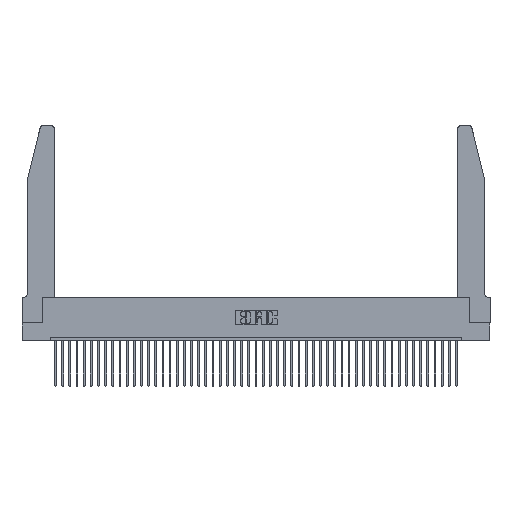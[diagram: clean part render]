
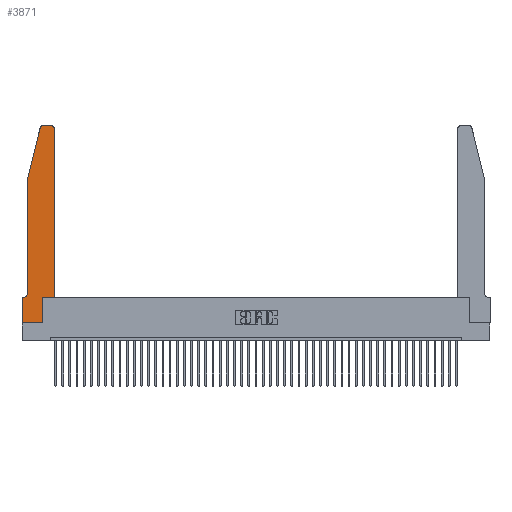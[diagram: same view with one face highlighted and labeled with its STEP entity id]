
A CAD part, top view. The second image highlights one B-rep face of the part: STEP entity #3871.
In plain terms, the highlighted planar face has unit normal (0, 0, 1).
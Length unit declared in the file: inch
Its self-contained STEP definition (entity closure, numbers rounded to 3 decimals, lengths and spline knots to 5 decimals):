
#335 = VECTOR ( 'NONE', #36527, 39.37008 ) ;
#1010 = CARTESIAN_POINT ( 'NONE',  ( 0.4205, 2.72, 0.37 ) ) ;
#1265 = LINE ( 'NONE', #17492, #25514 ) ;
#1721 = EDGE_CURVE ( 'NONE', #16450, #2940, #19062, .T. ) ;
#2940 = VERTEX_POINT ( 'NONE', #13024 ) ;
#3137 = CARTESIAN_POINT ( 'NONE',  ( 0.4505, 0.35, 0.37 ) ) ;
#3259 = VECTOR ( 'NONE', #14181, 39.37008 ) ;
#3585 = CARTESIAN_POINT ( 'NONE',  ( 0.2865, 0., 0.37 ) ) ;
#3729 = ORIENTED_EDGE ( 'NONE', *, *, #9266, .T. ) ;
#3871 = ADVANCED_FACE ( 'NONE', ( #38737 ), #25205, .T. ) ;
#4022 = EDGE_CURVE ( 'NONE', #42179, #26226, #10621, .T. ) ;
#4120 = VECTOR ( 'NONE', #24494, 39.37008 ) ;
#5072 = VECTOR ( 'NONE', #29381, 39.37008 ) ;
#5152 = LINE ( 'NONE', #26549, #39331 ) ;
#5986 = ORIENTED_EDGE ( 'NONE', *, *, #1721, .T. ) ;
#6409 = VERTEX_POINT ( 'NONE', #36718 ) ;
#7168 = DIRECTION ( 'NONE',  ( 1., 0., 0. ) ) ;
#7973 = DIRECTION ( 'NONE',  ( 0., 0., -1. ) ) ;
#7987 = AXIS2_PLACEMENT_3D ( 'NONE', #1010, #15640, #22261 ) ;
#8305 = CARTESIAN_POINT ( 'NONE',  ( 0., 0., 0.37 ) ) ;
#8378 = EDGE_CURVE ( 'NONE', #15291, #16450, #34133, .T. ) ;
#8539 = DIRECTION ( 'NONE',  ( 0., -1., 0. ) ) ;
#8566 = CARTESIAN_POINT ( 'NONE',  ( 0.2865, 0.35, 0.37 ) ) ;
#8902 = VERTEX_POINT ( 'NONE', #39880 ) ;
#8989 = AXIS2_PLACEMENT_3D ( 'NONE', #27067, #37017, #11320 ) ;
#9041 = ORIENTED_EDGE ( 'NONE', *, *, #33900, .T. ) ;
#9266 = EDGE_CURVE ( 'NONE', #9507, #42179, #29586, .T. ) ;
#9507 = VERTEX_POINT ( 'NONE', #33269 ) ;
#10621 = LINE ( 'NONE', #38918, #5072 ) ;
#11320 = DIRECTION ( 'NONE',  ( 1., 0., 0. ) ) ;
#11628 = CARTESIAN_POINT ( 'NONE',  ( 0.0055, 0.35, 0.37 ) ) ;
#12156 = VECTOR ( 'NONE', #22219, 39.37008 ) ;
#12959 = CARTESIAN_POINT ( 'NONE',  ( 0.0755, 2., 0.37 ) ) ;
#13024 = CARTESIAN_POINT ( 'NONE',  ( 0.0755, 2., 0.37 ) ) ;
#13512 = LINE ( 'NONE', #41633, #4120 ) ;
#14101 = VECTOR ( 'NONE', #34975, 39.37008 ) ;
#14181 = DIRECTION ( 'NONE',  ( 0., 1., 0. ) ) ;
#14787 = LINE ( 'NONE', #3137, #3259 ) ;
#15245 = DIRECTION ( 'NONE',  ( -1., 0., 0. ) ) ;
#15291 = VERTEX_POINT ( 'NONE', #36947 ) ;
#15640 = DIRECTION ( 'NONE',  ( 0., 0., 1. ) ) ;
#16450 = VERTEX_POINT ( 'NONE', #36882 ) ;
#16513 = ORIENTED_EDGE ( 'NONE', *, *, #25728, .T. ) ;
#17253 = EDGE_CURVE ( 'NONE', #23438, #15291, #13512, .T. ) ;
#17492 = CARTESIAN_POINT ( 'NONE',  ( 0.0755, 2., 0.37 ) ) ;
#17844 = VERTEX_POINT ( 'NONE', #11628 ) ;
#17961 = ORIENTED_EDGE ( 'NONE', *, *, #4022, .T. ) ;
#19062 = LINE ( 'NONE', #12959, #14101 ) ;
#21914 = CARTESIAN_POINT ( 'NONE',  ( 0.0755, 0.35, 0.37 ) ) ;
#21995 = CARTESIAN_POINT ( 'NONE',  ( 0.4505, 0.35, 0.37 ) ) ;
#22219 = DIRECTION ( 'NONE',  ( -1., 0., 0. ) ) ;
#22261 = DIRECTION ( 'NONE',  ( 1., 0., 0. ) ) ;
#23438 = VERTEX_POINT ( 'NONE', #25711 ) ;
#24494 = DIRECTION ( 'NONE',  ( -1., 0., 0. ) ) ;
#24748 = CARTESIAN_POINT ( 'NONE',  ( 0., 0.35, 0.37 ) ) ;
#25016 = VERTEX_POINT ( 'NONE', #29572 ) ;
#25065 = AXIS2_PLACEMENT_3D ( 'NONE', #24748, #35684, #7168 ) ;
#25104 = EDGE_CURVE ( 'NONE', #6409, #9507, #28569, .T. ) ;
#25205 = PLANE ( 'NONE',  #25065 ) ;
#25206 = CIRCLE ( 'NONE', #26366, 0.07 ) ;
#25504 = VERTEX_POINT ( 'NONE', #21995 ) ;
#25514 = VECTOR ( 'NONE', #42172, 39.37008 ) ;
#25711 = CARTESIAN_POINT ( 'NONE',  ( 0.4205, 2.75, 0.37 ) ) ;
#25728 = EDGE_CURVE ( 'NONE', #25504, #25016, #14787, .T. ) ;
#26226 = VERTEX_POINT ( 'NONE', #8566 ) ;
#26302 = EDGE_CURVE ( 'NONE', #8902, #17844, #25206, .T. ) ;
#26366 = AXIS2_PLACEMENT_3D ( 'NONE', #39572, #7973, #15245 ) ;
#26541 = ORIENTED_EDGE ( 'NONE', *, *, #17253, .T. ) ;
#26549 = CARTESIAN_POINT ( 'NONE',  ( 0.4505, 0.35, 0.37 ) ) ;
#27067 = CARTESIAN_POINT ( 'NONE',  ( 0.284, 2.72, 0.37 ) ) ;
#27789 = ORIENTED_EDGE ( 'NONE', *, *, #28769, .T. ) ;
#28569 = LINE ( 'NONE', #32441, #36863 ) ;
#28769 = EDGE_CURVE ( 'NONE', #17844, #6409, #29814, .T. ) ;
#29381 = DIRECTION ( 'NONE',  ( 0., 1., 0. ) ) ;
#29572 = CARTESIAN_POINT ( 'NONE',  ( 0.4505, 2.72, 0.37 ) ) ;
#29586 = LINE ( 'NONE', #8305, #335 ) ;
#29814 = LINE ( 'NONE', #21914, #12156 ) ;
#29946 = DIRECTION ( 'NONE',  ( 1., 0., 0. ) ) ;
#32441 = CARTESIAN_POINT ( 'NONE',  ( 0., 0., 0.37 ) ) ;
#33269 = CARTESIAN_POINT ( 'NONE',  ( 0., 0., 0.37 ) ) ;
#33412 = EDGE_LOOP ( 'NONE', ( #26541, #33667, #5986, #9041, #39604, #27789, #34602, #3729, #17961, #41014, #16513, #45035 ) ) ;
#33667 = ORIENTED_EDGE ( 'NONE', *, *, #8378, .T. ) ;
#33900 = EDGE_CURVE ( 'NONE', #2940, #8902, #1265, .T. ) ;
#34133 = CIRCLE ( 'NONE', #8989, 0.03 ) ;
#34602 = ORIENTED_EDGE ( 'NONE', *, *, #25104, .T. ) ;
#34975 = DIRECTION ( 'NONE',  ( -0.239, -0.971, 0. ) ) ;
#35195 = EDGE_CURVE ( 'NONE', #25016, #23438, #40756, .T. ) ;
#35684 = DIRECTION ( 'NONE',  ( 0., 0., 1. ) ) ;
#36527 = DIRECTION ( 'NONE',  ( 1., 0., 0. ) ) ;
#36718 = CARTESIAN_POINT ( 'NONE',  ( 0., 0.35, 0.37 ) ) ;
#36863 = VECTOR ( 'NONE', #8539, 39.37008 ) ;
#36882 = CARTESIAN_POINT ( 'NONE',  ( 0.25487, 2.72718, 0.37 ) ) ;
#36947 = CARTESIAN_POINT ( 'NONE',  ( 0.284, 2.75, 0.37 ) ) ;
#37017 = DIRECTION ( 'NONE',  ( 0., 0., 1. ) ) ;
#38737 = FACE_OUTER_BOUND ( 'NONE', #33412, .T. ) ;
#38918 = CARTESIAN_POINT ( 'NONE',  ( 0.2865, 0.35, 0.37 ) ) ;
#39032 = EDGE_CURVE ( 'NONE', #26226, #25504, #5152, .T. ) ;
#39331 = VECTOR ( 'NONE', #29946, 39.37008 ) ;
#39572 = CARTESIAN_POINT ( 'NONE',  ( 0.0055, 0.42, 0.37 ) ) ;
#39604 = ORIENTED_EDGE ( 'NONE', *, *, #26302, .T. ) ;
#39880 = CARTESIAN_POINT ( 'NONE',  ( 0.0755, 0.42, 0.37 ) ) ;
#40756 = CIRCLE ( 'NONE', #7987, 0.03 ) ;
#41014 = ORIENTED_EDGE ( 'NONE', *, *, #39032, .T. ) ;
#41633 = CARTESIAN_POINT ( 'NONE',  ( 0.2605, 2.75, 0.37 ) ) ;
#42172 = DIRECTION ( 'NONE',  ( 0., -1., 0. ) ) ;
#42179 = VERTEX_POINT ( 'NONE', #3585 ) ;
#45035 = ORIENTED_EDGE ( 'NONE', *, *, #35195, .T. ) ;
